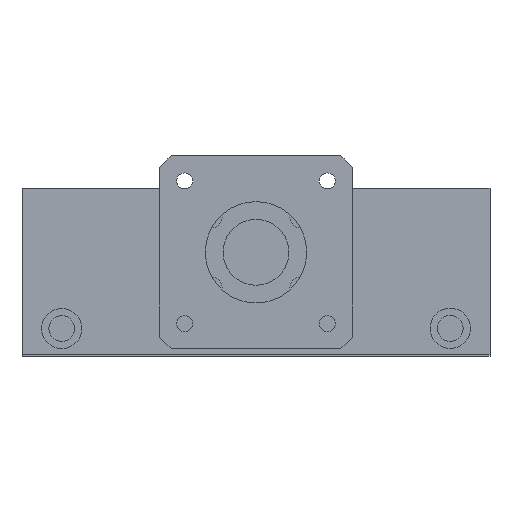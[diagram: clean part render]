
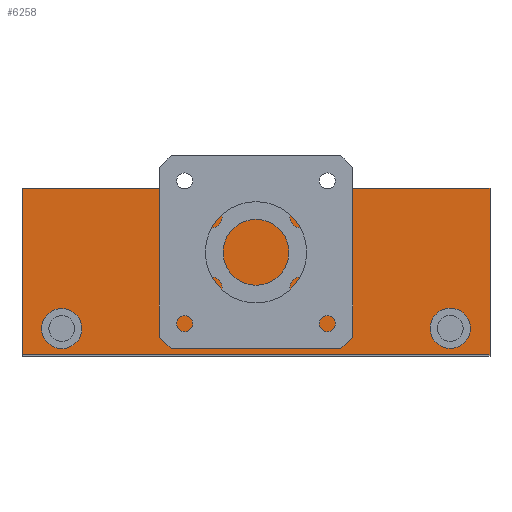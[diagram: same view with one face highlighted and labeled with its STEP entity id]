
A CAD part, front view. The second image highlights one B-rep face of the part: STEP entity #6258.
In plain terms, the highlighted planar face has unit normal (0, -1, 0).
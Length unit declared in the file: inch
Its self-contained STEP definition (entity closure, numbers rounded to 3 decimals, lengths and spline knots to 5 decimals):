
#5746=CARTESIAN_POINT('',(-1.488,-0.385,-0.48799));
#5747=VERTEX_POINT('',#5746);
#5763=CARTESIAN_POINT('',(-1.832,-0.385,-0.48799));
#5764=VERTEX_POINT('',#5763);
#5771=CARTESIAN_POINT('',(-1.66,-0.385,-0.48799));
#5772=DIRECTION('',(0.0,1.0,0.0));
#5773=DIRECTION('',(1.0,0.0,0.0));
#5774=AXIS2_PLACEMENT_3D('',#5771,#5772,#5773);
#5775=CIRCLE('',#5774,0.172);
#5776=EDGE_CURVE('',#5747,#5764,#5775,.T.);
#5872=CARTESIAN_POINT('',(1.832,-0.385,-0.48654));
#5873=VERTEX_POINT('',#5872);
#5889=CARTESIAN_POINT('',(1.488,-0.385,-0.48654));
#5890=VERTEX_POINT('',#5889);
#5897=CARTESIAN_POINT('',(1.66,-0.385,-0.48654));
#5898=DIRECTION('',(0.0,1.0,0.0));
#5899=DIRECTION('',(1.0,0.0,0.0));
#5900=AXIS2_PLACEMENT_3D('',#5897,#5898,#5899);
#5901=CIRCLE('',#5900,0.172);
#5902=EDGE_CURVE('',#5873,#5890,#5901,.T.);
#5960=CARTESIAN_POINT('',(1.66,-0.385,-0.48654));
#5961=DIRECTION('',(0.0,1.0,0.0));
#5962=DIRECTION('',(1.0,0.0,0.0));
#5963=AXIS2_PLACEMENT_3D('',#5960,#5961,#5962);
#5964=CIRCLE('',#5963,0.172);
#5965=EDGE_CURVE('',#5890,#5873,#5964,.T.);
#6064=CARTESIAN_POINT('',(-1.66,-0.385,-0.48799));
#6065=DIRECTION('',(0.0,1.0,0.0));
#6066=DIRECTION('',(1.0,0.0,0.0));
#6067=AXIS2_PLACEMENT_3D('',#6064,#6065,#6066);
#6068=CIRCLE('',#6067,0.172);
#6069=EDGE_CURVE('',#5764,#5747,#6068,.T.);
#6120=CARTESIAN_POINT('',(-2.0,-0.385,-0.71291));
#6121=VERTEX_POINT('',#6120);
#6122=CARTESIAN_POINT('',(-2.0,-0.385,0.71291));
#6123=VERTEX_POINT('',#6122);
#6124=CARTESIAN_POINT('',(-2.0,-0.385,-0.71291));
#6125=DIRECTION('',(0.0,0.0,1.0));
#6126=VECTOR('',#6125,1.42583);
#6127=LINE('',#6124,#6126);
#6128=EDGE_CURVE('',#6121,#6123,#6127,.T.);
#6160=CARTESIAN_POINT('',(2.0,-0.385,0.71291));
#6161=VERTEX_POINT('',#6160);
#6162=CARTESIAN_POINT('',(-2.0,-0.385,0.71291));
#6163=DIRECTION('',(1.0,0.0,0.0));
#6164=VECTOR('',#6163,4.0);
#6165=LINE('',#6162,#6164);
#6166=EDGE_CURVE('',#6123,#6161,#6165,.T.);
#6191=CARTESIAN_POINT('',(2.0,-0.385,-0.71291));
#6192=VERTEX_POINT('',#6191);
#6193=CARTESIAN_POINT('',(2.0,-0.385,0.71291));
#6194=DIRECTION('',(0.0,0.0,-1.0));
#6195=VECTOR('',#6194,1.42583);
#6196=LINE('',#6193,#6195);
#6197=EDGE_CURVE('',#6161,#6192,#6196,.T.);
#6222=CARTESIAN_POINT('',(2.0,-0.385,-0.71291));
#6223=DIRECTION('',(-1.0,0.0,0.0));
#6224=VECTOR('',#6223,4.0);
#6225=LINE('',#6222,#6224);
#6226=EDGE_CURVE('',#6192,#6121,#6225,.T.);
#6239=CARTESIAN_POINT('',(0.0,-0.385,0.0));
#6240=DIRECTION('',(0.0,1.0,0.0));
#6241=DIRECTION('',(0.0,0.0,1.0));
#6242=AXIS2_PLACEMENT_3D('',#6239,#6240,#6241);
#6243=PLANE('',#6242);
#6244=ORIENTED_EDGE('',*,*,#6128,.F.);
#6245=ORIENTED_EDGE('',*,*,#6226,.F.);
#6246=ORIENTED_EDGE('',*,*,#6197,.F.);
#6247=ORIENTED_EDGE('',*,*,#6166,.F.);
#6248=EDGE_LOOP('',(#6244,#6245,#6246,#6247));
#6249=FACE_OUTER_BOUND('',#6248,.T.);
#6250=ORIENTED_EDGE('',*,*,#5902,.T.);
#6251=ORIENTED_EDGE('',*,*,#5965,.T.);
#6252=EDGE_LOOP('',(#6250,#6251));
#6253=FACE_BOUND('',#6252,.T.);
#6254=ORIENTED_EDGE('',*,*,#5776,.T.);
#6255=ORIENTED_EDGE('',*,*,#6069,.T.);
#6256=EDGE_LOOP('',(#6254,#6255));
#6257=FACE_BOUND('',#6256,.T.);
#6258=ADVANCED_FACE('',(#6249,#6253,#6257),#6243,.F.);
